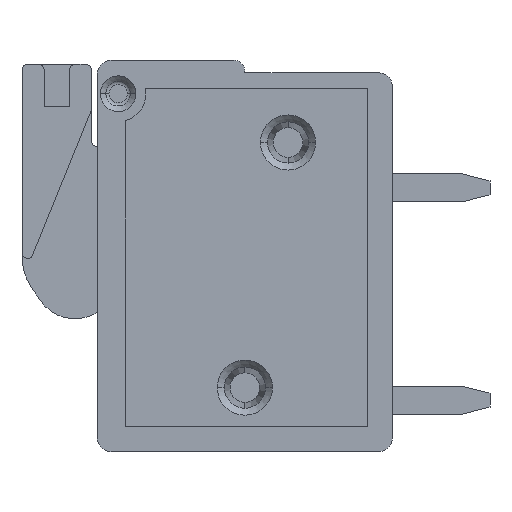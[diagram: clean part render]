
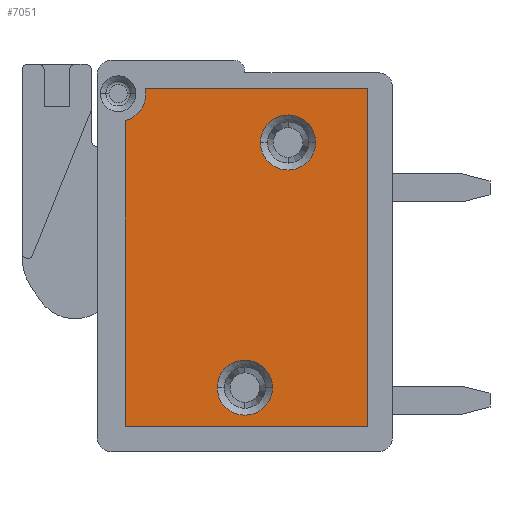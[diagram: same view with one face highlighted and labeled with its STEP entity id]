
A CAD part, left-side view. The second image highlights one B-rep face of the part: STEP entity #7051.
In plain terms, the highlighted face is planar.
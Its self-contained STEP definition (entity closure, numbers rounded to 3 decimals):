
#132 = ORIENTED_EDGE ( 'NONE', *, *, #449, .T. ) ;
#292 = DIRECTION ( 'NONE',  ( 1., 0., 0. ) ) ;
#429 = CIRCLE ( 'NONE', #7283, 0.99 ) ;
#449 = EDGE_CURVE ( 'NONE', #4268, #1447, #9633, .T. ) ;
#459 = DIRECTION ( 'NONE',  ( 1., 0., 0. ) ) ;
#494 = EDGE_LOOP ( 'NONE', ( #7208, #132, #3705, #2060, #10928 ) ) ;
#565 = AXIS2_PLACEMENT_3D ( 'NONE', #2475, #2653, #4450 ) ;
#905 = ORIENTED_EDGE ( 'NONE', *, *, #9013, .F. ) ;
#1030 = VERTEX_POINT ( 'NONE', #4424 ) ;
#1082 = VERTEX_POINT ( 'NONE', #7177 ) ;
#1239 = DIRECTION ( 'NONE',  ( 0., 0., -1. ) ) ;
#1258 = EDGE_CURVE ( 'NONE', #1082, #10427, #10971, .T. ) ;
#1261 = FACE_BOUND ( 'NONE', #4005, .T. ) ;
#1370 = DIRECTION ( 'NONE',  ( 1., 0., 0. ) ) ;
#1447 = VERTEX_POINT ( 'NONE', #4990 ) ;
#1450 = CARTESIAN_POINT ( 'NONE',  ( -11.882, -4.98, 1. ) ) ;
#1459 = VERTEX_POINT ( 'NONE', #6614 ) ;
#1940 = ORIENTED_EDGE ( 'NONE', *, *, #1258, .F. ) ;
#2060 = ORIENTED_EDGE ( 'NONE', *, *, #4836, .T. ) ;
#2413 = FACE_BOUND ( 'NONE', #10889, .T. ) ;
#2475 = CARTESIAN_POINT ( 'NONE',  ( 0., -4.98, 0. ) ) ;
#2524 = EDGE_CURVE ( 'NONE', #4880, #4268, #9829, .T. ) ;
#2653 = DIRECTION ( 'NONE',  ( 0., -1., 0. ) ) ;
#2888 = DIRECTION ( 'NONE',  ( -0.2, 0., 0.98 ) ) ;
#3054 = EDGE_CURVE ( 'NONE', #10863, #1459, #429, .T. ) ;
#3406 = CARTESIAN_POINT ( 'NONE',  ( -13.05, -4.98, 9.7 ) ) ;
#3555 = CARTESIAN_POINT ( 'NONE',  ( -0.9, -4.98, 1. ) ) ;
#3705 = ORIENTED_EDGE ( 'NONE', *, *, #9937, .T. ) ;
#3949 = CARTESIAN_POINT ( 'NONE',  ( -12.85, -4.98, 0.75 ) ) ;
#3983 = CARTESIAN_POINT ( 'NONE',  ( -11.882, -4.98, 1. ) ) ;
#4005 = EDGE_LOOP ( 'NONE', ( #6612, #10312 ) ) ;
#4136 = CARTESIAN_POINT ( 'NONE',  ( -13.05, -4.98, 9.7 ) ) ;
#4268 = VERTEX_POINT ( 'NONE', #1450 ) ;
#4424 = CARTESIAN_POINT ( 'NONE',  ( -0.9, -4.98, 9.7 ) ) ;
#4450 = DIRECTION ( 'NONE',  ( 1., 0., 0. ) ) ;
#4477 = DIRECTION ( 'NONE',  ( 0., -1., 0. ) ) ;
#4778 = DIRECTION ( 'NONE',  ( 0., 0., 1. ) ) ;
#4820 = CIRCLE ( 'NONE', #7348, 0.99 ) ;
#4836 = EDGE_CURVE ( 'NONE', #1030, #7043, #6132, .T. ) ;
#4880 = VERTEX_POINT ( 'NONE', #11722 ) ;
#4952 = CIRCLE ( 'NONE', #11794, 0.99 ) ;
#4990 = CARTESIAN_POINT ( 'NONE',  ( -0.9, -4.98, 1. ) ) ;
#5091 = AXIS2_PLACEMENT_3D ( 'NONE', #11665, #9974, #1370 ) ;
#5167 = CARTESIAN_POINT ( 'NONE',  ( -0.9, -4.98, 9.7 ) ) ;
#5426 = EDGE_CURVE ( 'NONE', #1459, #10863, #4820, .T. ) ;
#5884 = CARTESIAN_POINT ( 'NONE',  ( -2.3, -4.98, 5.3 ) ) ;
#6024 = VECTOR ( 'NONE', #8688, 1000. ) ;
#6132 = LINE ( 'NONE', #5167, #12085 ) ;
#6612 = ORIENTED_EDGE ( 'NONE', *, *, #3054, .F. ) ;
#6614 = CARTESIAN_POINT ( 'NONE',  ( -11.1, -4.98, 7.84 ) ) ;
#6641 = CARTESIAN_POINT ( 'NONE',  ( -11.1, -4.98, 5.86 ) ) ;
#7043 = VERTEX_POINT ( 'NONE', #4136 ) ;
#7051 = ADVANCED_FACE ( 'NONE', ( #10841, #1261, #2413 ), #8736, .T. ) ;
#7167 = CARTESIAN_POINT ( 'NONE',  ( -11.1, -4.98, 6.85 ) ) ;
#7177 = CARTESIAN_POINT ( 'NONE',  ( -2.3, -4.98, 6.29 ) ) ;
#7208 = ORIENTED_EDGE ( 'NONE', *, *, #2524, .T. ) ;
#7283 = AXIS2_PLACEMENT_3D ( 'NONE', #7167, #4477, #9071 ) ;
#7348 = AXIS2_PLACEMENT_3D ( 'NONE', #8856, #10734, #459 ) ;
#8678 = DIRECTION ( 'NONE',  ( 0., -1., 0. ) ) ;
#8688 = DIRECTION ( 'NONE',  ( 1., 0., 0. ) ) ;
#8736 = PLANE ( 'NONE',  #565 ) ;
#8856 = CARTESIAN_POINT ( 'NONE',  ( -11.1, -4.98, 6.85 ) ) ;
#9013 = EDGE_CURVE ( 'NONE', #10427, #1082, #4952, .T. ) ;
#9071 = DIRECTION ( 'NONE',  ( 1., 0., 0. ) ) ;
#9633 = LINE ( 'NONE', #3983, #6024 ) ;
#9638 = EDGE_CURVE ( 'NONE', #7043, #4880, #12021, .T. ) ;
#9710 = DIRECTION ( 'NONE',  ( -1., 0., 0. ) ) ;
#9829 = CIRCLE ( 'NONE', #10036, 1. ) ;
#9864 = VECTOR ( 'NONE', #4778, 1000. ) ;
#9937 = EDGE_CURVE ( 'NONE', #1447, #1030, #11052, .T. ) ;
#9974 = DIRECTION ( 'NONE',  ( 0., -1., 0. ) ) ;
#10036 = AXIS2_PLACEMENT_3D ( 'NONE', #3949, #11138, #2888 ) ;
#10312 = ORIENTED_EDGE ( 'NONE', *, *, #5426, .F. ) ;
#10427 = VERTEX_POINT ( 'NONE', #11721 ) ;
#10647 = VECTOR ( 'NONE', #1239, 1000. ) ;
#10734 = DIRECTION ( 'NONE',  ( 0., -1., 0. ) ) ;
#10841 = FACE_OUTER_BOUND ( 'NONE', #494, .T. ) ;
#10863 = VERTEX_POINT ( 'NONE', #6641 ) ;
#10889 = EDGE_LOOP ( 'NONE', ( #905, #1940 ) ) ;
#10928 = ORIENTED_EDGE ( 'NONE', *, *, #9638, .T. ) ;
#10971 = CIRCLE ( 'NONE', #5091, 0.99 ) ;
#11052 = LINE ( 'NONE', #3555, #9864 ) ;
#11138 = DIRECTION ( 'NONE',  ( 0., 1., 0. ) ) ;
#11665 = CARTESIAN_POINT ( 'NONE',  ( -2.3, -4.98, 5.3 ) ) ;
#11721 = CARTESIAN_POINT ( 'NONE',  ( -2.3, -4.98, 4.31 ) ) ;
#11722 = CARTESIAN_POINT ( 'NONE',  ( -13.05, -4.98, 1.73 ) ) ;
#11794 = AXIS2_PLACEMENT_3D ( 'NONE', #5884, #8678, #292 ) ;
#12021 = LINE ( 'NONE', #3406, #10647 ) ;
#12085 = VECTOR ( 'NONE', #9710, 1000. ) ;
